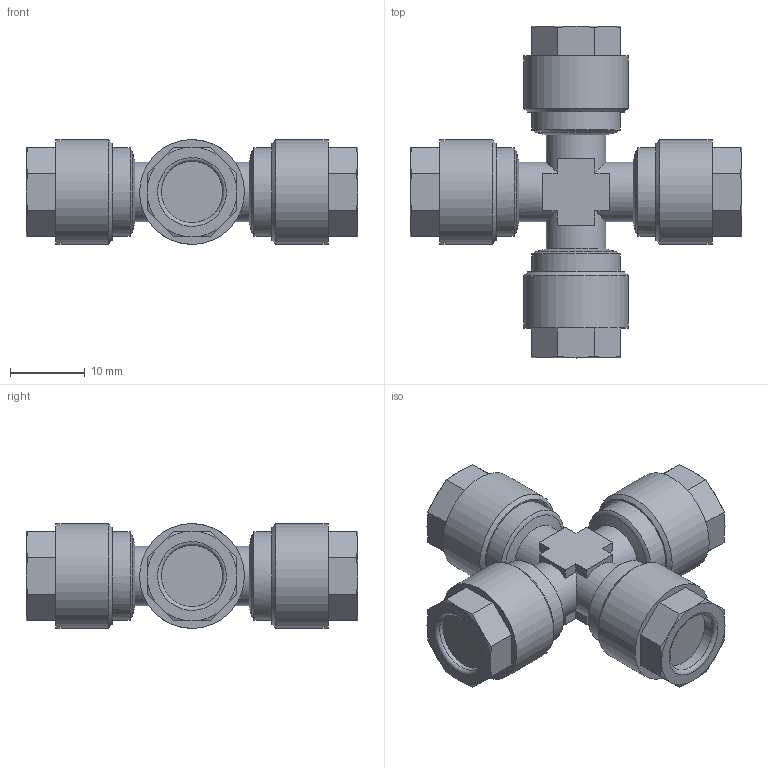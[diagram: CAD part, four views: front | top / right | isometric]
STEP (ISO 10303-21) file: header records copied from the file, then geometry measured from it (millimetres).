
FILE_DESCRIPTION(/* description */ (''),/* implementation_level */ '2;1');
FILE_NAME(/* name */ 'kck_6_msv.stp',/* time_stamp */ '2016-06-22T08:46:04+02:00',/* author */ ('hamoud'),/* organization */ (''),/* preprocessor_version */ 'ST-DEVELOPER v15.6',/* originating_system */ 'Autodesk Inventor LT ',/* authorisation */ '');
FILE_SCHEMA (('AUTOMOTIVE_DESIGN { 1 0 10303 214 3 1 1 }'));
Length unit declared in the file: millimetre
Products named in the file (1): kck_6_msv
Bounding box: 44.4 x 44.4 x 13.99 mm (x, y, z)
Volume: 8735 mm3; surface area: 4096.6 mm2
Topology: 1 solids, 1 shells, 142 faces, 328 edges, 200 vertices
Faces by surface type: plane 74, cone 44, cylinder 16, torus 8
Full cylindrical faces by diameter (mm): 8 x4, 8.2 x4, 11.9 x4, 14 x4
Entity records: 3631 total; most frequent: CARTESIAN_POINT 739, DIRECTION 590, ORIENTED_EDGE 560, EDGE_CURVE 280, AXIS2_PLACEMENT_3D 231, EDGE_LOOP 190, VERTEX_POINT 188, FACE_OUTER_BOUND 142
